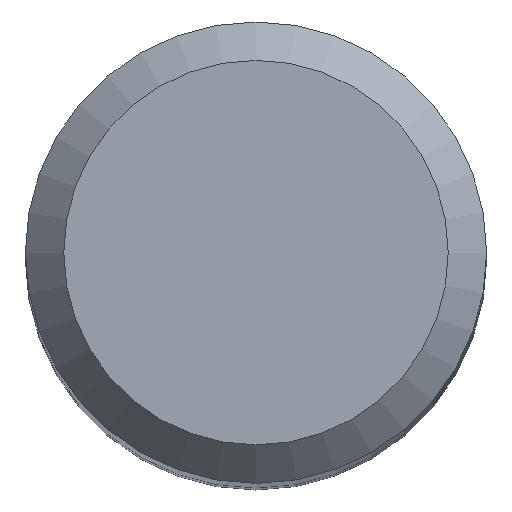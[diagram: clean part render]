
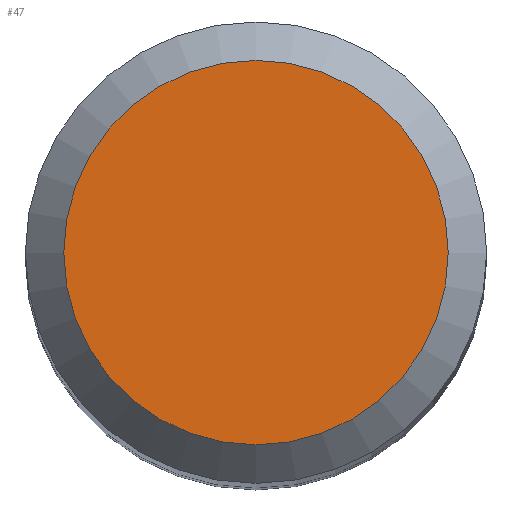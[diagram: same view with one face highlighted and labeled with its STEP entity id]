
A CAD part, top view. The second image highlights one B-rep face of the part: STEP entity #47.
In plain terms, the highlighted planar face has unit normal (0, 0, 1).
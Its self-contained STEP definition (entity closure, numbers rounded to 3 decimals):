
#15 = DIRECTION ( 'NONE',  ( 0., 0., -1. ) ) ;
#31 = CARTESIAN_POINT ( 'NONE',  ( 0., 0., 50. ) ) ;
#36 = EDGE_CURVE ( 'NONE', #213, #213, #56, .T. ) ;
#47 = ADVANCED_FACE ( 'NONE', ( #218 ), #136, .F. ) ;
#56 = CIRCLE ( 'NONE', #80, 2.5 ) ;
#76 = CARTESIAN_POINT ( 'NONE',  ( 0., 2.5, 50. ) ) ;
#80 = AXIS2_PLACEMENT_3D ( 'NONE', #31, #15, #84 ) ;
#84 = DIRECTION ( 'NONE',  ( 0., 1., 0. ) ) ;
#99 = DIRECTION ( 'NONE',  ( 0., 1., 0. ) ) ;
#107 = AXIS2_PLACEMENT_3D ( 'NONE', #117, #190, #99 ) ;
#117 = CARTESIAN_POINT ( 'NONE',  ( 0., 0., 50. ) ) ;
#122 = ORIENTED_EDGE ( 'NONE', *, *, #36, .F. ) ;
#136 = PLANE ( 'NONE',  #107 ) ;
#158 = EDGE_LOOP ( 'NONE', ( #122 ) ) ;
#190 = DIRECTION ( 'NONE',  ( 0., 0., -1. ) ) ;
#213 = VERTEX_POINT ( 'NONE', #76 ) ;
#218 = FACE_OUTER_BOUND ( 'NONE', #158, .T. ) ;
